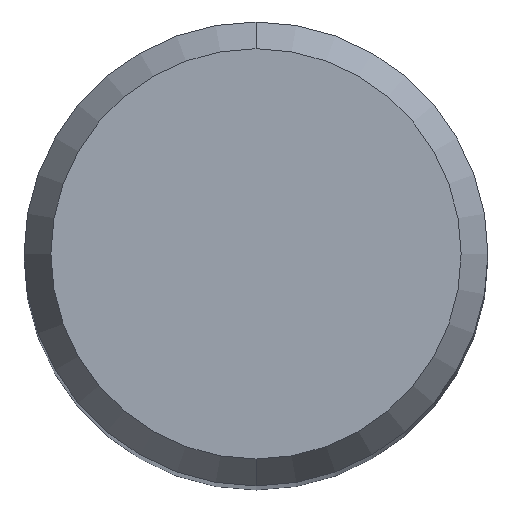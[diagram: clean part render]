
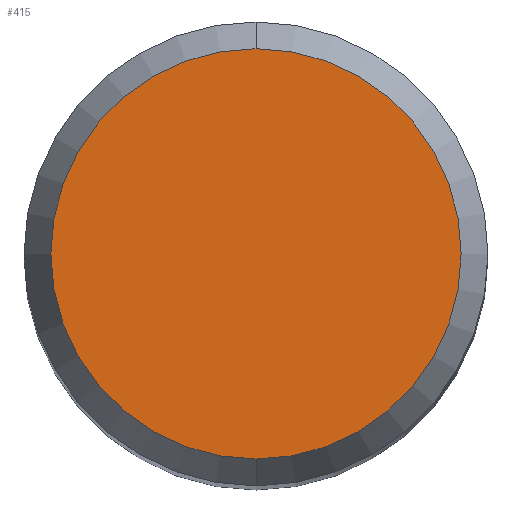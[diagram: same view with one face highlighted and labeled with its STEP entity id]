
A CAD part, top view. The second image highlights one B-rep face of the part: STEP entity #415.
In plain terms, the highlighted planar face has unit normal (0, 0, 1).
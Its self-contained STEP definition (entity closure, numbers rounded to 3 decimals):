
#179=EDGE_CURVE('',#261,#291,#472,.T.);
#241=EDGE_CURVE('',#291,#261,#541,.T.);
#261=VERTEX_POINT('',#563);
#291=VERTEX_POINT('',#593);
#415=ADVANCED_FACE('',(#732),#733,.T.);
#472=CIRCLE('',#789,3.538);
#541=CIRCLE('',#935,3.538);
#563=CARTESIAN_POINT('',(0.0,3.538,40.355));
#593=CARTESIAN_POINT('',(0.,-3.538,40.355));
#732=FACE_OUTER_BOUND('',#1357,.T.);
#733=PLANE('',#1358);
#789=AXIS2_PLACEMENT_3D('',#1429,#1430,#1431);
#935=AXIS2_PLACEMENT_3D('',#1510,#1511,#1512);
#1357=EDGE_LOOP('',(#1715,#1716));
#1358=AXIS2_PLACEMENT_3D('',#1717,#1718,#1719);
#1429=CARTESIAN_POINT('',(0.0,0.0,40.355));
#1430=DIRECTION('',(0.0,0.0,-1.0));
#1431=DIRECTION('',(0.0,1.0,0.0));
#1510=CARTESIAN_POINT('',(0.0,0.0,40.355));
#1511=DIRECTION('',(0.0,0.0,-1.0));
#1512=DIRECTION('',(0.0,1.0,0.0));
#1715=ORIENTED_EDGE('',*,*,#179,.F.);
#1716=ORIENTED_EDGE('',*,*,#241,.F.);
#1717=CARTESIAN_POINT('',(0.0,1.769,40.355));
#1718=DIRECTION('',(-0.0,0.0,1.0));
#1719=DIRECTION('',(0.0,-1.0,0.0));
